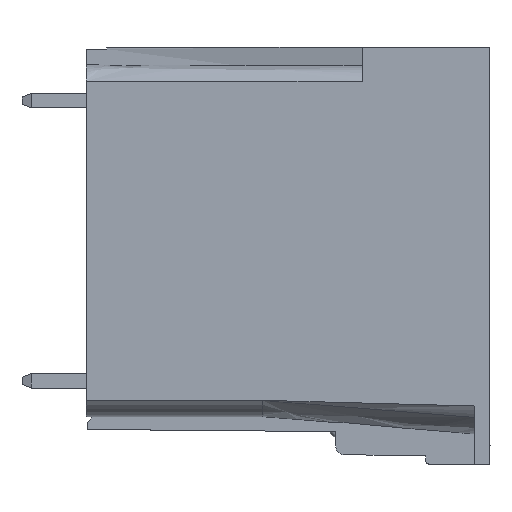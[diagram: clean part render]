
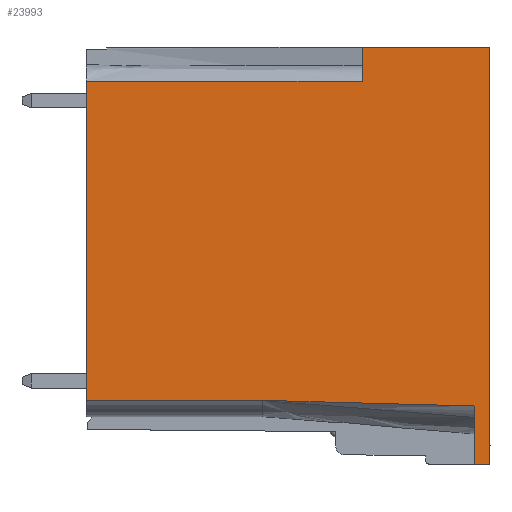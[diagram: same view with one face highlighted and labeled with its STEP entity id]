
A CAD part, left-side view. The second image highlights one B-rep face of the part: STEP entity #23993.
In plain terms, the highlighted planar face has unit normal (-1, 0, 0).
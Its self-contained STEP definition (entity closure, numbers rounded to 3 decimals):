
#102=DIRECTION('',(0.,0.,1.));
#103=VECTOR('',#102,3.185);
#104=CARTESIAN_POINT('',(6.78,0.85,-22.693));
#105=LINE('',#104,#103);
#106=DIRECTION('',(0.,-1.,-0.027));
#107=VECTOR('',#106,11.504);
#108=CARTESIAN_POINT('',(6.78,12.35,-19.2));
#109=LINE('',#108,#107);
#110=DIRECTION('',(0.,-1.,0.));
#111=VECTOR('',#110,9.6);
#112=CARTESIAN_POINT('',(6.78,21.95,-19.2));
#113=LINE('',#112,#111);
#114=DIRECTION('',(0.,-1.,0.));
#115=VECTOR('',#114,15.);
#116=CARTESIAN_POINT('',(6.78,21.95,-1.85));
#117=LINE('',#116,#115);
#118=DIRECTION('',(0.,0.,-1.));
#119=VECTOR('',#118,1.85);
#120=CARTESIAN_POINT('',(6.78,6.95,0.));
#121=LINE('',#120,#119);
#122=DIRECTION('',(0.,-1.,0.));
#123=VECTOR('',#122,6.95);
#124=CARTESIAN_POINT('',(6.78,6.95,0.));
#125=LINE('',#124,#123);
#126=DIRECTION('',(0.,1.,0.009));
#127=VECTOR('',#126,0.85);
#128=CARTESIAN_POINT('',(6.78,0.,-22.7));
#129=LINE('',#128,#127);
#356=DIRECTION('',(0.,0.,-1.));
#357=VECTOR('',#356,17.35);
#358=CARTESIAN_POINT('',(6.78,21.95,-1.85));
#359=LINE('',#358,#357);
#2469=DIRECTION('',(0.,0.,1.));
#2470=VECTOR('',#2469,22.7);
#2471=CARTESIAN_POINT('',(6.78,0.,-22.7));
#2472=LINE('',#2471,#2470);
#21712=CARTESIAN_POINT('',(6.78,6.95,-1.85));
#21713=VERTEX_POINT('',#21712);
#21736=CARTESIAN_POINT('',(6.78,0.85,-19.508));
#21737=VERTEX_POINT('',#21736);
#21758=CARTESIAN_POINT('',(6.78,0.,-22.7));
#21759=CARTESIAN_POINT('',(6.78,0.,0.));
#21760=VERTEX_POINT('',#21758);
#21761=VERTEX_POINT('',#21759);
#21784=CARTESIAN_POINT('',(6.78,6.95,0.));
#21785=VERTEX_POINT('',#21784);
#21788=CARTESIAN_POINT('',(6.78,21.95,-1.85));
#21789=VERTEX_POINT('',#21788);
#21796=CARTESIAN_POINT('',(6.78,21.95,-19.2));
#21798=VERTEX_POINT('',#21796);
#21816=CARTESIAN_POINT('',(6.78,0.85,-22.693));
#21817=VERTEX_POINT('',#21816);
#21818=CARTESIAN_POINT('',(6.78,12.35,-19.2));
#21819=VERTEX_POINT('',#21818);
#23971=CARTESIAN_POINT('',(6.78,0.,0.));
#23972=DIRECTION('',(1.,0.,0.));
#23973=DIRECTION('',(0.,-1.,0.));
#23974=AXIS2_PLACEMENT_3D('',#23971,#23972,#23973);
#23975=PLANE('',#23974);
#23977=ORIENTED_EDGE('',*,*,#23976,.T.);
#23979=ORIENTED_EDGE('',*,*,#23978,.F.);
#23981=ORIENTED_EDGE('',*,*,#23980,.F.);
#23983=ORIENTED_EDGE('',*,*,#23982,.F.);
#23984=ORIENTED_EDGE('',*,*,#23962,.T.);
#23985=ORIENTED_EDGE('',*,*,#23951,.F.);
#23986=ORIENTED_EDGE('',*,*,#23932,.T.);
#23988=ORIENTED_EDGE('',*,*,#23987,.F.);
#23990=ORIENTED_EDGE('',*,*,#23989,.T.);
#23991=EDGE_LOOP('',(#23977,#23979,#23981,#23983,#23984,#23985,#23986,#23988,
#23990));
#23992=FACE_OUTER_BOUND('',#23991,.F.);
#23993=ADVANCED_FACE('',(#23992),#23975,.F.);
#23932=EDGE_CURVE('',#21785,#21761,#125,.T.);
#23951=EDGE_CURVE('',#21785,#21713,#121,.T.);
#23962=EDGE_CURVE('',#21789,#21713,#117,.T.);
#23976=EDGE_CURVE('',#21817,#21737,#105,.T.);
#23978=EDGE_CURVE('',#21819,#21737,#109,.T.);
#23980=EDGE_CURVE('',#21798,#21819,#113,.T.);
#23982=EDGE_CURVE('',#21789,#21798,#359,.T.);
#23987=EDGE_CURVE('',#21760,#21761,#2472,.T.);
#23989=EDGE_CURVE('',#21760,#21817,#129,.T.);
